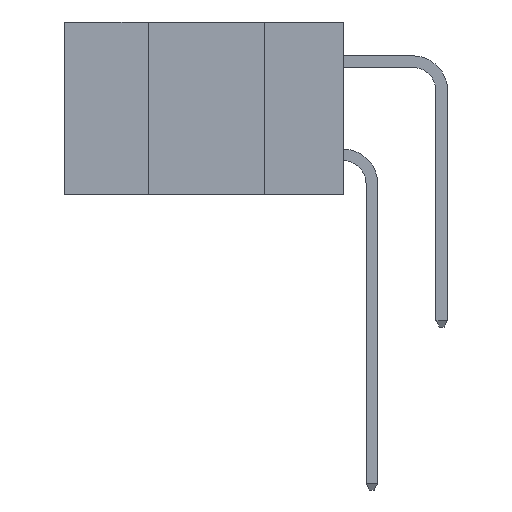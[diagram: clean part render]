
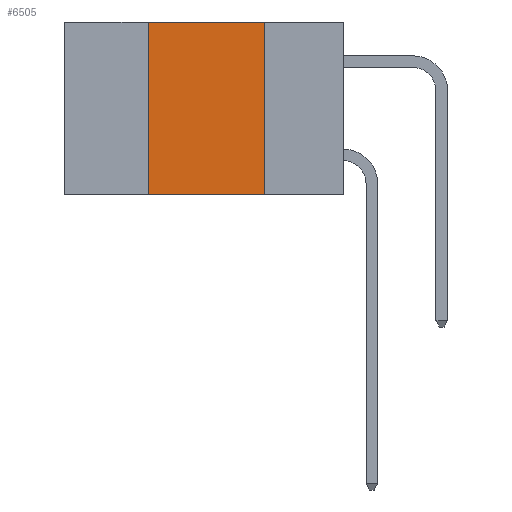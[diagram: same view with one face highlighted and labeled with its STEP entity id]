
A CAD part, left-side view. The second image highlights one B-rep face of the part: STEP entity #6505.
In plain terms, the highlighted planar face has unit normal (-1, 0, 0).
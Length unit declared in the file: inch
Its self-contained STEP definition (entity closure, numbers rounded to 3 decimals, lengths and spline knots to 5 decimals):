
#158 = CARTESIAN_POINT ( 'NONE',  ( 0., 0.17, 0. ) ) ;
#987 = CARTESIAN_POINT ( 'NONE',  ( 0., 0.42, 0. ) ) ;
#1283 = VECTOR ( 'NONE', #3311, 39.37008 ) ;
#1337 = VECTOR ( 'NONE', #7761, 39.37008 ) ;
#1908 = CARTESIAN_POINT ( 'NONE',  ( 0., 0.6, 0. ) ) ;
#2179 = ORIENTED_EDGE ( 'NONE', *, *, #9860, .F. ) ;
#2933 = ORIENTED_EDGE ( 'NONE', *, *, #15224, .T. ) ;
#2997 = CARTESIAN_POINT ( 'NONE',  ( 0., 0.6, 0. ) ) ;
#3311 = DIRECTION ( 'NONE',  ( 0., 0., -1. ) ) ;
#3780 = CARTESIAN_POINT ( 'NONE',  ( 0., 0.42, -0.37 ) ) ;
#3905 = EDGE_LOOP ( 'NONE', ( #2179, #18440, #20524, #2933 ) ) ;
#4695 = DIRECTION ( 'NONE',  ( 0., 0., -1. ) ) ;
#5213 = VERTEX_POINT ( 'NONE', #21437 ) ;
#5510 = DIRECTION ( 'NONE',  ( 0., 0., 1. ) ) ;
#5961 = LINE ( 'NONE', #14668, #1337 ) ;
#6505 = ADVANCED_FACE ( 'NONE', ( #15091 ), #9870, .F. ) ;
#7761 = DIRECTION ( 'NONE',  ( 0., -1., 0. ) ) ;
#8651 = LINE ( 'NONE', #1908, #21380 ) ;
#9432 = EDGE_CURVE ( 'NONE', #21679, #13184, #20629, .T. ) ;
#9860 = EDGE_CURVE ( 'NONE', #22227, #5213, #15124, .T. ) ;
#9870 = PLANE ( 'NONE',  #17854 ) ;
#11933 = CARTESIAN_POINT ( 'NONE',  ( 0., 0.17, -0.37 ) ) ;
#12288 = DIRECTION ( 'NONE',  ( 0., -1., 0. ) ) ;
#13184 = VERTEX_POINT ( 'NONE', #987 ) ;
#14668 = CARTESIAN_POINT ( 'NONE',  ( 0., 0.6, -0.37 ) ) ;
#15087 = DIRECTION ( 'NONE',  ( 1., 0., 0. ) ) ;
#15091 = FACE_OUTER_BOUND ( 'NONE', #3905, .T. ) ;
#15124 = LINE ( 'NONE', #11933, #1283 ) ;
#15224 = EDGE_CURVE ( 'NONE', #21679, #5213, #5961, .T. ) ;
#15518 = EDGE_CURVE ( 'NONE', #13184, #22227, #8651, .T. ) ;
#16027 = VECTOR ( 'NONE', #5510, 39.37008 ) ;
#17854 = AXIS2_PLACEMENT_3D ( 'NONE', #2997, #15087, #4695 ) ;
#18440 = ORIENTED_EDGE ( 'NONE', *, *, #15518, .F. ) ;
#20524 = ORIENTED_EDGE ( 'NONE', *, *, #9432, .F. ) ;
#20629 = LINE ( 'NONE', #3780, #16027 ) ;
#21325 = CARTESIAN_POINT ( 'NONE',  ( 0., 0.42, -0.37 ) ) ;
#21380 = VECTOR ( 'NONE', #12288, 39.37008 ) ;
#21437 = CARTESIAN_POINT ( 'NONE',  ( 0., 0.17, -0.37 ) ) ;
#21679 = VERTEX_POINT ( 'NONE', #21325 ) ;
#22227 = VERTEX_POINT ( 'NONE', #158 ) ;
